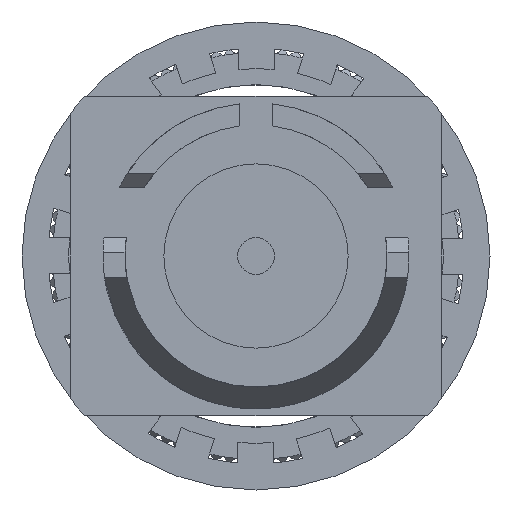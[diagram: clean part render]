
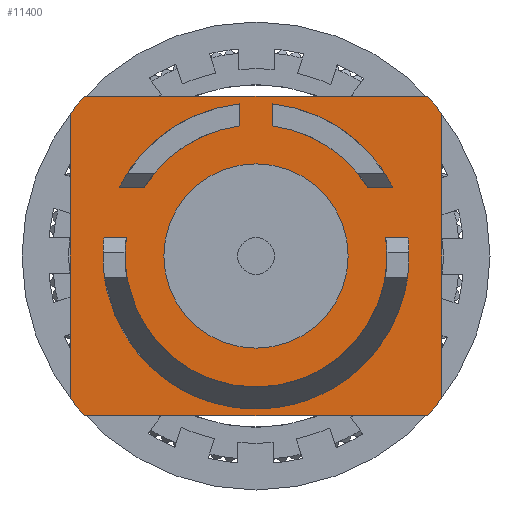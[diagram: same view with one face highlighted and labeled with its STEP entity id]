
A CAD part, front view. The second image highlights one B-rep face of the part: STEP entity #11400.
In plain terms, the highlighted planar face has unit normal (0, -1, 0).
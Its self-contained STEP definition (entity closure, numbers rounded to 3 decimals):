
#655=PLANE('',#12261);
#956=CIRCLE('',#12197,4.48);
#958=CIRCLE('',#12201,5.23);
#966=CIRCLE('',#12216,4.48);
#968=CIRCLE('',#12221,4.48);
#973=CIRCLE('',#12234,5.23);
#974=CIRCLE('',#12237,5.23);
#975=CIRCLE('',#12239,8.);
#978=CIRCLE('',#12243,8.);
#980=CIRCLE('',#12246,8.);
#988=CIRCLE('',#12260,3.15);
#989=CIRCLE('',#12262,8.);
#1807=ORIENTED_EDGE('',*,*,#5404,.F.);
#1808=ORIENTED_EDGE('',*,*,#5347,.T.);
#1809=ORIENTED_EDGE('',*,*,#5405,.F.);
#1810=ORIENTED_EDGE('',*,*,#5371,.F.);
#1811=ORIENTED_EDGE('',*,*,#5406,.T.);
#1812=ORIENTED_EDGE('',*,*,#5407,.F.);
#1813=ORIENTED_EDGE('',*,*,#5383,.T.);
#1814=ORIENTED_EDGE('',*,*,#5408,.F.);
#1815=ORIENTED_EDGE('',*,*,#5387,.T.);
#1816=ORIENTED_EDGE('',*,*,#5409,.F.);
#1817=ORIENTED_EDGE('',*,*,#5377,.T.);
#1818=ORIENTED_EDGE('',*,*,#5410,.F.);
#1819=ORIENTED_EDGE('',*,*,#5353,.T.);
#1820=ORIENTED_EDGE('',*,*,#5411,.F.);
#1821=ORIENTED_EDGE('',*,*,#5375,.F.);
#1822=ORIENTED_EDGE('',*,*,#5412,.T.);
#1823=ORIENTED_EDGE('',*,*,#5319,.F.);
#1824=ORIENTED_EDGE('',*,*,#5413,.F.);
#1825=ORIENTED_EDGE('',*,*,#5314,.T.);
#1826=ORIENTED_EDGE('',*,*,#5414,.T.);
#1827=ORIENTED_EDGE('',*,*,#5403,.F.);
#5314=EDGE_CURVE('',#7118,#7121,#956,.T.);
#5319=EDGE_CURVE('',#7124,#7125,#958,.T.);
#5347=EDGE_CURVE('',#7149,#7148,#966,.T.);
#5353=EDGE_CURVE('',#7155,#7153,#968,.T.);
#5371=EDGE_CURVE('',#7167,#7164,#973,.T.);
#5375=EDGE_CURVE('',#7170,#7168,#974,.T.);
#5377=EDGE_CURVE('',#7173,#7171,#975,.T.);
#5383=EDGE_CURVE('',#7176,#7178,#978,.T.);
#5387=EDGE_CURVE('',#7180,#7182,#980,.T.);
#5403=EDGE_CURVE('',#7193,#7193,#988,.T.);
#5404=EDGE_CURVE('',#7149,#7167,#8241,.T.);
#5405=EDGE_CURVE('',#7164,#7148,#8242,.T.);
#5406=EDGE_CURVE('',#7194,#7195,#989,.T.);
#5407=EDGE_CURVE('',#7176,#7195,#8243,.T.);
#5408=EDGE_CURVE('',#7180,#7178,#8244,.T.);
#5409=EDGE_CURVE('',#7173,#7182,#8245,.T.);
#5410=EDGE_CURVE('',#7194,#7171,#8246,.T.);
#5411=EDGE_CURVE('',#7168,#7153,#8247,.T.);
#5412=EDGE_CURVE('',#7170,#7155,#8248,.T.);
#5413=EDGE_CURVE('',#7118,#7124,#8249,.T.);
#5414=EDGE_CURVE('',#7121,#7125,#8250,.T.);
#7118=VERTEX_POINT('',#17398);
#7121=VERTEX_POINT('',#17404);
#7124=VERTEX_POINT('',#17414);
#7125=VERTEX_POINT('',#17416);
#7148=VERTEX_POINT('',#17527);
#7149=VERTEX_POINT('',#17529);
#7153=VERTEX_POINT('',#17539);
#7155=VERTEX_POINT('',#17542);
#7164=VERTEX_POINT('',#17568);
#7167=VERTEX_POINT('',#17575);
#7168=VERTEX_POINT('',#17579);
#7170=VERTEX_POINT('',#17583);
#7171=VERTEX_POINT('',#17587);
#7173=VERTEX_POINT('',#17590);
#7176=VERTEX_POINT('',#17597);
#7178=VERTEX_POINT('',#17601);
#7180=VERTEX_POINT('',#17606);
#7182=VERTEX_POINT('',#17610);
#7193=VERTEX_POINT('',#17644);
#7194=VERTEX_POINT('',#17649);
#7195=VERTEX_POINT('',#17650);
#8241=LINE('',#17646,#8897);
#8242=LINE('',#17647,#8898);
#8243=LINE('',#17651,#8899);
#8244=LINE('',#17652,#8900);
#8245=LINE('',#17653,#8901);
#8246=LINE('',#17654,#8902);
#8247=LINE('',#17655,#8903);
#8248=LINE('',#17656,#8904);
#8249=LINE('',#17657,#8905);
#8250=LINE('',#17658,#8906);
#8897=VECTOR('',#13880,1000.);
#8898=VECTOR('',#13881,1000.);
#8899=VECTOR('',#13884,1000.);
#8900=VECTOR('',#13885,1000.);
#8901=VECTOR('',#13886,1000.);
#8902=VECTOR('',#13887,1000.);
#8903=VECTOR('',#13888,1000.);
#8904=VECTOR('',#13889,1000.);
#8905=VECTOR('',#13890,1000.);
#8906=VECTOR('',#13891,1000.);
#9546=EDGE_LOOP('',(#1807,#1808,#1809,#1810));
#9547=EDGE_LOOP('',(#1811,#1812,#1813,#1814,#1815,#1816,#1817,#1818));
#9548=EDGE_LOOP('',(#1819,#1820,#1821,#1822));
#9549=EDGE_LOOP('',(#1823,#1824,#1825,#1826));
#9550=EDGE_LOOP('',(#1827));
#10342=FACE_BOUND('',#9546,.T.);
#10343=FACE_BOUND('',#9547,.T.);
#10344=FACE_BOUND('',#9548,.T.);
#10345=FACE_BOUND('',#9549,.T.);
#10346=FACE_BOUND('',#9550,.T.);
#11400=ADVANCED_FACE('',(#10342,#10343,#10344,#10345,#10346),#655,.T.);
#12197=AXIS2_PLACEMENT_3D('',#17405,#13718,#13719);
#12201=AXIS2_PLACEMENT_3D('',#17415,#13729,#13730);
#12216=AXIS2_PLACEMENT_3D('',#17528,#13761,#13762);
#12221=AXIS2_PLACEMENT_3D('',#17541,#13773,#13774);
#12234=AXIS2_PLACEMENT_3D('',#17576,#13808,#13809);
#12237=AXIS2_PLACEMENT_3D('',#17584,#13816,#13817);
#12239=AXIS2_PLACEMENT_3D('',#17589,#13821,#13822);
#12243=AXIS2_PLACEMENT_3D('',#17602,#13832,#13833);
#12246=AXIS2_PLACEMENT_3D('',#17611,#13840,#13841);
#12260=AXIS2_PLACEMENT_3D('',#17643,#13876,#13877);
#12261=AXIS2_PLACEMENT_3D('',#17645,#13878,#13879);
#12262=AXIS2_PLACEMENT_3D('',#17648,#13882,#13883);
#13718=DIRECTION('',(0.,-1.,0.));
#13719=DIRECTION('',(0.,0.,-1.));
#13729=DIRECTION('',(0.,-1.,0.));
#13730=DIRECTION('',(0.,0.,-1.));
#13761=DIRECTION('',(0.,-1.,0.));
#13762=DIRECTION('',(0.,0.,-1.));
#13773=DIRECTION('',(0.,-1.,0.));
#13774=DIRECTION('',(0.,0.,-1.));
#13808=DIRECTION('',(0.,-1.,0.));
#13809=DIRECTION('',(0.,0.,-1.));
#13816=DIRECTION('',(0.,-1.,0.));
#13817=DIRECTION('',(0.,0.,-1.));
#13821=DIRECTION('',(0.,-1.,0.));
#13822=DIRECTION('',(0.,0.,-1.));
#13832=DIRECTION('',(0.,-1.,0.));
#13833=DIRECTION('',(0.,0.,-1.));
#13840=DIRECTION('',(0.,-1.,0.));
#13841=DIRECTION('',(0.,0.,-1.));
#13876=DIRECTION('',(0.,-1.,0.));
#13877=DIRECTION('',(0.,0.,-1.));
#13878=DIRECTION('',(0.,-1.,0.));
#13879=DIRECTION('',(0.,0.,-1.));
#13880=DIRECTION('',(-1.,0.,0.));
#13881=DIRECTION('',(-1.,0.,0.));
#13882=DIRECTION('',(0.,-1.,0.));
#13883=DIRECTION('',(0.,0.,-1.));
#13884=DIRECTION('',(0.,0.,-1.));
#13885=DIRECTION('',(1.,0.,0.));
#13886=DIRECTION('',(0.,0.,1.));
#13887=DIRECTION('',(-1.,0.,0.));
#13888=DIRECTION('',(0.,0.,-1.));
#13889=DIRECTION('',(-1.,0.,0.));
#13890=DIRECTION('',(0.,0.,1.));
#13891=DIRECTION('',(-1.,0.,0.));
#17398=CARTESIAN_POINT('',(-0.55,2.48,4.446));
#17404=CARTESIAN_POINT('',(-3.823,2.48,2.335));
#17405=CARTESIAN_POINT('',(0.,2.48,0.));
#17414=CARTESIAN_POINT('',(-0.55,2.48,5.201));
#17415=CARTESIAN_POINT('',(0.,2.48,0.));
#17416=CARTESIAN_POINT('',(-4.68,2.48,2.335));
#17527=CARTESIAN_POINT('',(4.436,2.48,0.625));
#17528=CARTESIAN_POINT('',(0.,2.48,0.));
#17529=CARTESIAN_POINT('',(-4.436,2.48,0.625));
#17539=CARTESIAN_POINT('',(0.55,2.48,4.446));
#17541=CARTESIAN_POINT('',(0.,2.48,0.));
#17542=CARTESIAN_POINT('',(3.823,2.48,2.335));
#17568=CARTESIAN_POINT('',(5.193,2.48,0.625));
#17575=CARTESIAN_POINT('',(-5.193,2.48,0.625));
#17576=CARTESIAN_POINT('',(0.,2.48,0.));
#17579=CARTESIAN_POINT('',(0.55,2.48,5.201));
#17583=CARTESIAN_POINT('',(4.68,2.48,2.335));
#17584=CARTESIAN_POINT('',(0.,2.48,0.));
#17587=CARTESIAN_POINT('',(-5.847,2.48,-5.46));
#17589=CARTESIAN_POINT('',(0.,2.48,0.));
#17590=CARTESIAN_POINT('',(-6.35,2.48,-4.866));
#17597=CARTESIAN_POINT('',(6.35,2.48,4.866));
#17601=CARTESIAN_POINT('',(5.847,2.48,5.46));
#17602=CARTESIAN_POINT('',(0.,2.48,0.));
#17606=CARTESIAN_POINT('',(-5.847,2.48,5.46));
#17610=CARTESIAN_POINT('',(-6.35,2.48,4.866));
#17611=CARTESIAN_POINT('',(0.,2.48,0.));
#17643=CARTESIAN_POINT('',(0.,2.48,0.));
#17644=CARTESIAN_POINT('',(0.,2.48,-3.15));
#17645=CARTESIAN_POINT('',(5.23,2.48,0.));
#17646=CARTESIAN_POINT('',(5.23,2.48,0.625));
#17647=CARTESIAN_POINT('',(5.23,2.48,0.625));
#17648=CARTESIAN_POINT('',(0.,2.48,0.));
#17649=CARTESIAN_POINT('',(5.847,2.48,-5.46));
#17650=CARTESIAN_POINT('',(6.35,2.48,-4.866));
#17651=CARTESIAN_POINT('',(6.35,2.48,0.));
#17652=CARTESIAN_POINT('',(5.23,2.48,5.46));
#17653=CARTESIAN_POINT('',(-6.35,2.48,0.));
#17654=CARTESIAN_POINT('',(5.23,2.48,-5.46));
#17655=CARTESIAN_POINT('',(0.55,2.48,6.));
#17656=CARTESIAN_POINT('',(5.23,2.48,2.335));
#17657=CARTESIAN_POINT('',(-0.55,2.48,4.));
#17658=CARTESIAN_POINT('',(5.23,2.48,2.335));
